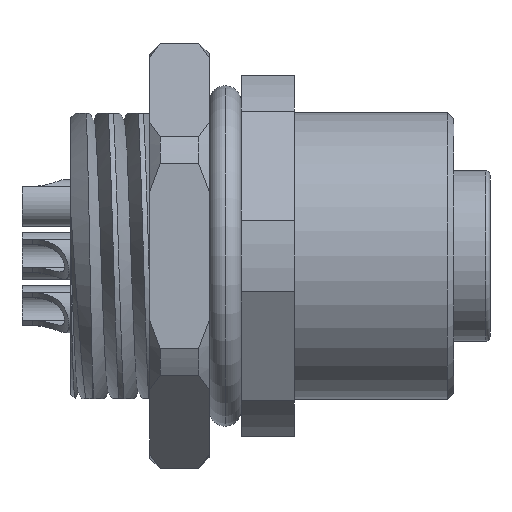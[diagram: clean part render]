
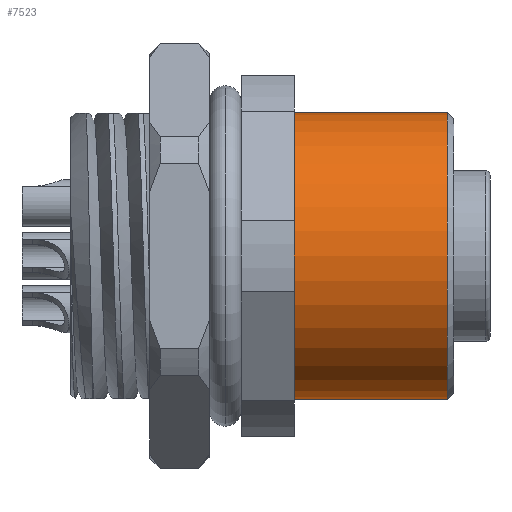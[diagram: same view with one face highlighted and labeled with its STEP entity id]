
A CAD part, front view. The second image highlights one B-rep face of the part: STEP entity #7523.
In plain terms, the highlighted cylindrical face has radius 6.75 mm (diameter 13.5 mm), a partial arc.
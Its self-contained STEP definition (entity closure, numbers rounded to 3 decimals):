
#7 = CIRCLE ( 'NONE', #9860, 6.75 ) ;
#357 = CARTESIAN_POINT ( 'NONE',  ( -3., 0., 0. ) ) ;
#973 = DIRECTION ( 'NONE',  ( -1., 0., 0. ) ) ;
#1169 = CARTESIAN_POINT ( 'NONE',  ( 4.2, 0., -6.75 ) ) ;
#1348 = ORIENTED_EDGE ( 'NONE', *, *, #8305, .F. ) ;
#1467 = CARTESIAN_POINT ( 'NONE',  ( 4.2, 0., 0. ) ) ;
#1789 = EDGE_CURVE ( 'NONE', #3339, #9903, #9715, .T. ) ;
#1794 = CARTESIAN_POINT ( 'NONE',  ( -3., 0., 6.75 ) ) ;
#2728 = ORIENTED_EDGE ( 'NONE', *, *, #3083, .F. ) ;
#3083 = EDGE_CURVE ( 'NONE', #9741, #8885, #3801, .T. ) ;
#3339 = VERTEX_POINT ( 'NONE', #7290 ) ;
#3801 = LINE ( 'NONE', #11088, #4657 ) ;
#3907 = DIRECTION ( 'NONE',  ( -1., 0., 0. ) ) ;
#4505 = DIRECTION ( 'NONE',  ( 0., 0., 1. ) ) ;
#4657 = VECTOR ( 'NONE', #7357, 1000. ) ;
#4859 = ORIENTED_EDGE ( 'NONE', *, *, #1789, .T. ) ;
#4995 = AXIS2_PLACEMENT_3D ( 'NONE', #6265, #973, #4505 ) ;
#6265 = CARTESIAN_POINT ( 'NONE',  ( -40.569, 0., 0. ) ) ;
#6769 = DIRECTION ( 'NONE',  ( 0., 0., 1. ) ) ;
#6801 = VECTOR ( 'NONE', #6977, 1000. ) ;
#6977 = DIRECTION ( 'NONE',  ( -1., 0., 0. ) ) ;
#7202 = EDGE_CURVE ( 'NONE', #9741, #3339, #9850, .T. ) ;
#7290 = CARTESIAN_POINT ( 'NONE',  ( 4.2, 0., 6.75 ) ) ;
#7357 = DIRECTION ( 'NONE',  ( -1., 0., 0. ) ) ;
#7523 = ADVANCED_FACE ( 'NONE', ( #8942 ), #10866, .T. ) ;
#8305 = EDGE_CURVE ( 'NONE', #8885, #9903, #7, .T. ) ;
#8773 = EDGE_LOOP ( 'NONE', ( #2728, #11143, #4859, #1348 ) ) ;
#8885 = VERTEX_POINT ( 'NONE', #9602 ) ;
#8942 = FACE_OUTER_BOUND ( 'NONE', #8773, .T. ) ;
#9474 = AXIS2_PLACEMENT_3D ( 'NONE', #1467, #11194, #6769 ) ;
#9602 = CARTESIAN_POINT ( 'NONE',  ( -3., 0., -6.75 ) ) ;
#9715 = LINE ( 'NONE', #9833, #6801 ) ;
#9741 = VERTEX_POINT ( 'NONE', #1169 ) ;
#9833 = CARTESIAN_POINT ( 'NONE',  ( -40.569, 0., 6.75 ) ) ;
#9850 = CIRCLE ( 'NONE', #9474, 6.75 ) ;
#9860 = AXIS2_PLACEMENT_3D ( 'NONE', #357, #3907, #11028 ) ;
#9903 = VERTEX_POINT ( 'NONE', #1794 ) ;
#10866 = CYLINDRICAL_SURFACE ( 'NONE', #4995, 6.75 ) ;
#11028 = DIRECTION ( 'NONE',  ( 0., 0., 1. ) ) ;
#11088 = CARTESIAN_POINT ( 'NONE',  ( -40.569, 0., -6.75 ) ) ;
#11143 = ORIENTED_EDGE ( 'NONE', *, *, #7202, .T. ) ;
#11194 = DIRECTION ( 'NONE',  ( -1., 0., 0. ) ) ;
